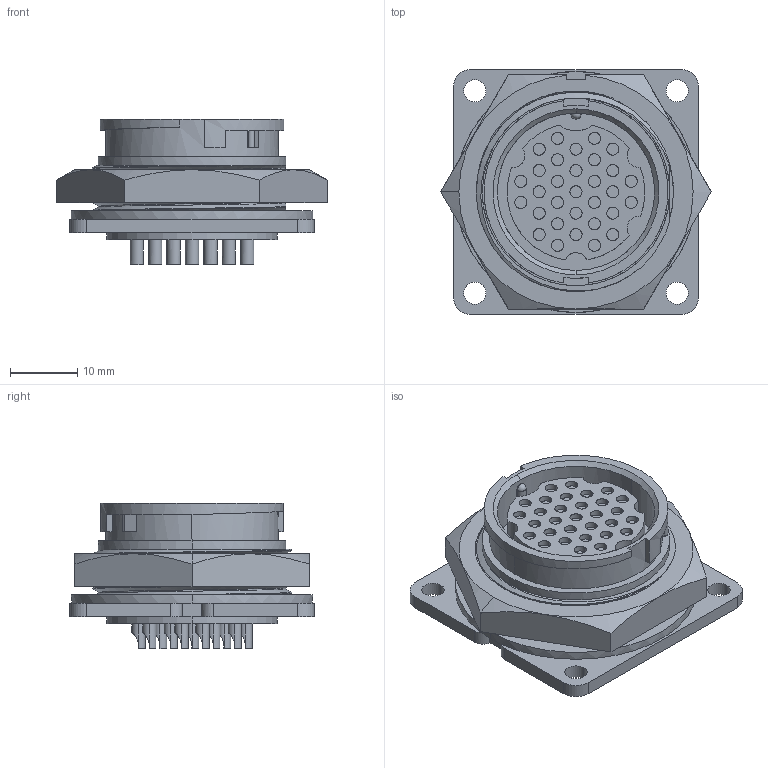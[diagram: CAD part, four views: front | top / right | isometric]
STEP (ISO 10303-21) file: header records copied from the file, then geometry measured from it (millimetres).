
FILE_DESCRIPTION (( 'STEP AP203' ), '1' );
FILE_NAME ('24282-31SG-300.STEP', '2016-01-13T21:26:37', ( '' ), ( '' ), 'SwSTEP 2.0', 'SolidWorks 2014', '' );
FILE_SCHEMA (( 'CONFIG_CONTROL_DESIGN' ));
Length unit declared in the file: millimetre
Products named in the file (2): 24282-31SG-300
Bounding box: 40.33 x 36.51 x 21.64 mm (x, y, z)
Volume: 12924.2 mm3; surface area: 8876.2 mm2
Topology: 2 solids, 2 shells, 450 faces, 1037 edges, 658 vertices
Faces by surface type: cylinder 305, plane 118, bspline 17, cone 9, sphere 1
Entity records: 27293 total; most frequent: CARTESIAN_POINT 17952, ORIENTED_EDGE 2072, DIRECTION 1522, EDGE_CURVE 1036, VERTEX_POINT 658, AXIS2_PLACEMENT_3D 563, EDGE_LOOP 528, B_SPLINE_CURVE_WITH_KNOTS 474
